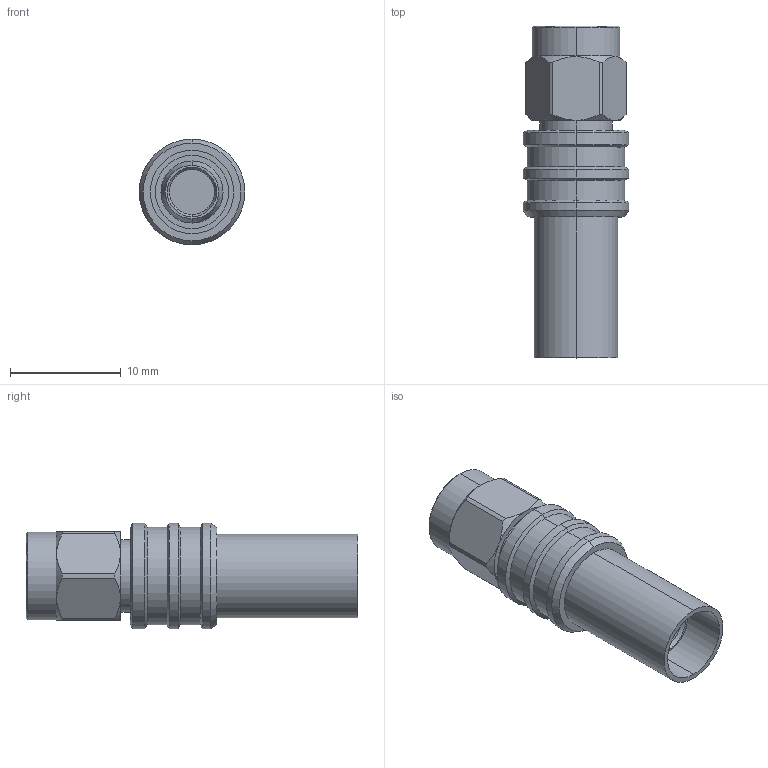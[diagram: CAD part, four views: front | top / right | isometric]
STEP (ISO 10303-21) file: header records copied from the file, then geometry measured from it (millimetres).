
FILE_DESCRIPTION (( 'STEP AP203' ), '1' );
FILE_NAME ('3190-6319(EZ-240-SM-X).STEP', '2020-08-26T07:42:55', ( '' ), ( '' ), 'SwSTEP 2.0', 'SolidWorks 2017', '' );
FILE_SCHEMA (( 'CONFIG_CONTROL_DESIGN' ));
Length unit declared in the file: millimetre
Products named in the file (1): 3190-6319(EZ-240-SM-X)
Bounding box: 9.5 x 29.9 x 9.5 mm (x, y, z)
Volume: 1138.6 mm3; surface area: 1686.9 mm2
Topology: 1 solids, 1 shells, 123 faces, 304 edges, 198 vertices
Faces by surface type: cylinder 52, cone 45, plane 24, bspline 2
Entity records: 4948 total; most frequent: CARTESIAN_POINT 2069, ORIENTED_EDGE 608, DIRECTION 542, EDGE_CURVE 304, AXIS2_PLACEMENT_3D 222, VERTEX_POINT 198, EDGE_LOOP 138, ADVANCED_FACE 123
